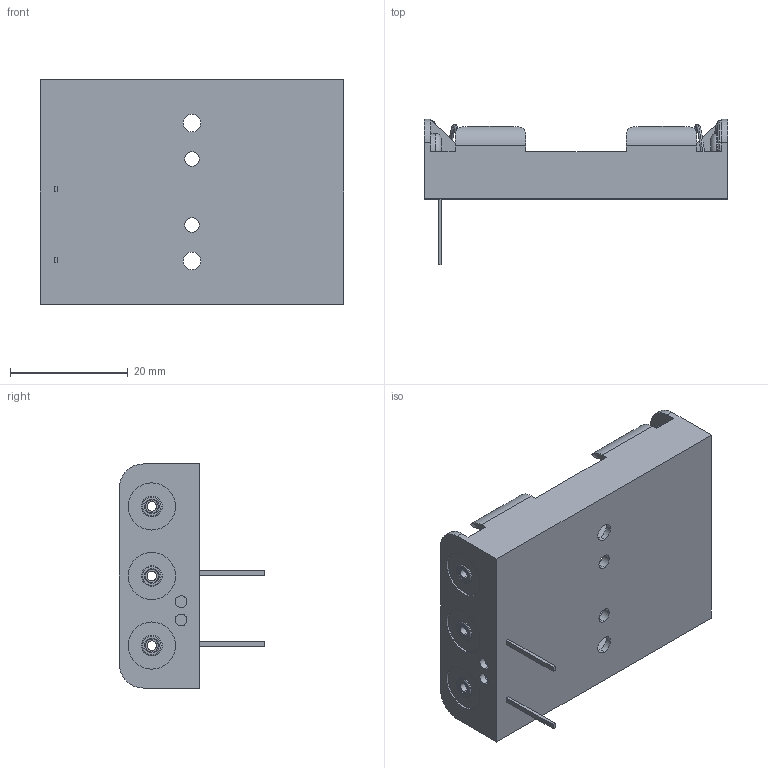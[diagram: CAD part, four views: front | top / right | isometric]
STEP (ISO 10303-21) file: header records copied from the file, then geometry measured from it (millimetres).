
FILE_DESCRIPTION (( 'STEP AP214' ), '1' );
FILE_NAME ('BC3AAAPC.STEP', '2019-12-04T07:11:07', ( '' ), ( '' ), 'SwSTEP 2.0', 'SolidWorks 2016', '' );
FILE_SCHEMA (( 'AUTOMOTIVE_DESIGN' ));
Length unit declared in the file: millimetre
Products named in the file (1): BC3AAAPC
Bounding box: 51.5 x 24.6 x 38 mm (x, y, z)
Volume: 5849.9 mm3; surface area: 10526.9 mm2
Topology: 10 solids, 10 shells, 486 faces, 1174 edges, 758 vertices
Faces by surface type: plane 254, cylinder 154, torus 72, bspline 6
Entity records: 19578 total; most frequent: CARTESIAN_POINT 7694, DIRECTION 2537, ORIENTED_EDGE 2348, EDGE_CURVE 1174, AXIS2_PLACEMENT_3D 925, VERTEX_POINT 758, LINE 687, VECTOR 687
